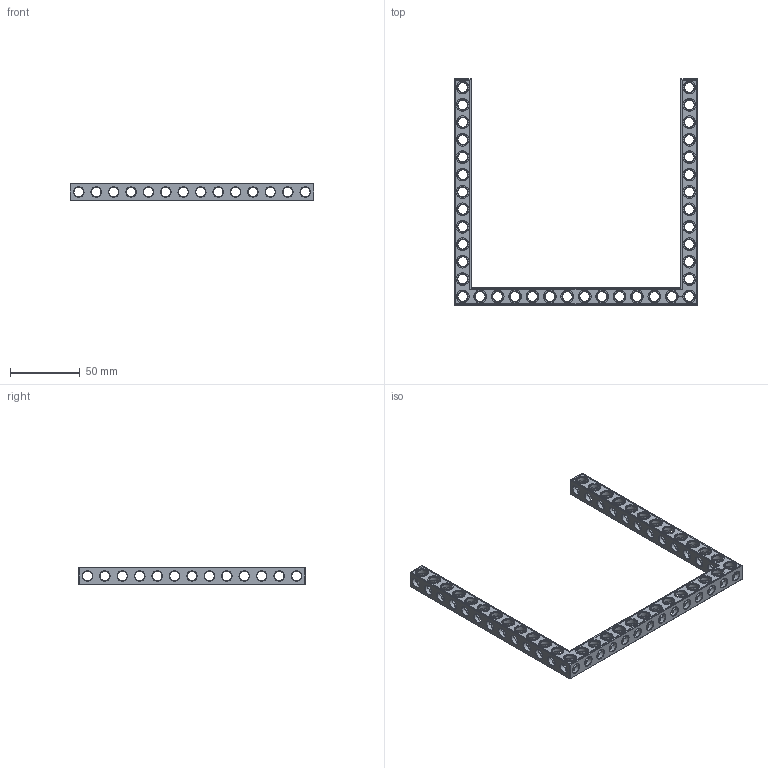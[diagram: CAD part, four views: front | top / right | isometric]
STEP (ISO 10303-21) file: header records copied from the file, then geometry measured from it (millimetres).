
FILE_DESCRIPTION(('FreeCAD Model'),'2;1');
FILE_NAME('Open CASCADE Shape Model','2022-03-06T13:13:57',('Author'),( ''),'Open CASCADE STEP processor 7.5','FreeCAD','Unknown');
FILE_SCHEMA(('AUTOMOTIVE_DESIGN { 1 0 10303 214 1 1 1 1 }'));
Products named in the file (1): Beam AGD ESS USH SYM BU14x13x01 - SPN-BEM-0529 (stemfie.org)
Bounding box: 175 x 162.5 x 12.5 mm (x, y, z)
Volume: 37129.8 mm3; surface area: 33155.4 mm2
Topology: 1 solids, 1 shells, 968 faces, 2958 edges, 1911 vertices
Faces by surface type: plane 409, cylinder 229, extrusion 176, cone 154
Full cylindrical faces by diameter (mm): 6.98 x28, 7 x163, 9.2 x38
Entity records: 209590 total; most frequent: CARTESIAN_POINT 154858, DIRECTION 8678, ORIENTED_EDGE 5916, PCURVE 5916, DEFINITIONAL_REPRESENTATION 5916, VECTOR 5496, LINE 5320, EDGE_CURVE 2958
